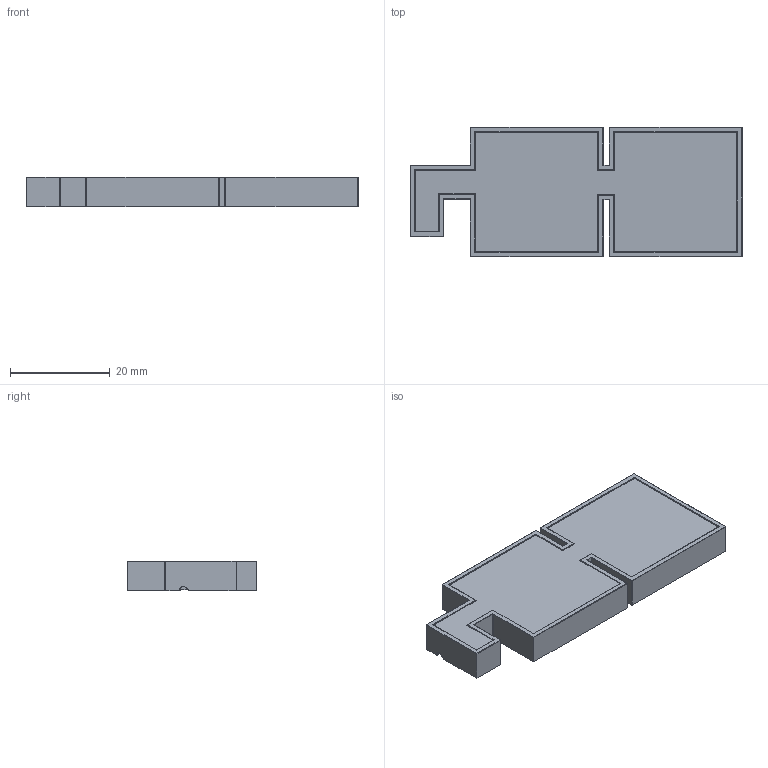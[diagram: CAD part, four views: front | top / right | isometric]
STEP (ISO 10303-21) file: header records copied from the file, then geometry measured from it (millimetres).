
FILE_DESCRIPTION(/* description */ (''),/* implementation_level */ '2;1');
FILE_NAME(/* name */ 'Clear Top.step',/* time_stamp */ '2023-11-15T16:58:42+05:30',/* author */ (''),/* organization */ (''),/* preprocessor_version */ 'ST-DEVELOPER v20',/* originating_system */ 'Autodesk Translation Framework v12.14.0.127',/* authorisation */ '');
FILE_SCHEMA (('AUTOMOTIVE_DESIGN { 1 0 10303 214 3 1 1 }'));
Length unit declared in the file: millimetre
Products named in the file (1): Clear Top
Bounding box: 66.47 x 25.95 x 6 mm (x, y, z)
Volume: 2328.9 mm3; surface area: 5656.9 mm2
Topology: 1 solids, 1 shells, 306 faces, 803 edges, 503 vertices
Faces by surface type: plane 189, cylinder 91, bspline 22, torus 4
Entity records: 9586 total; most frequent: CARTESIAN_POINT 2045, ORIENTED_EDGE 1592, DIRECTION 1515, EDGE_CURVE 796, LINE 619, VECTOR 619, VERTEX_POINT 503, AXIS2_PLACEMENT_3D 448
